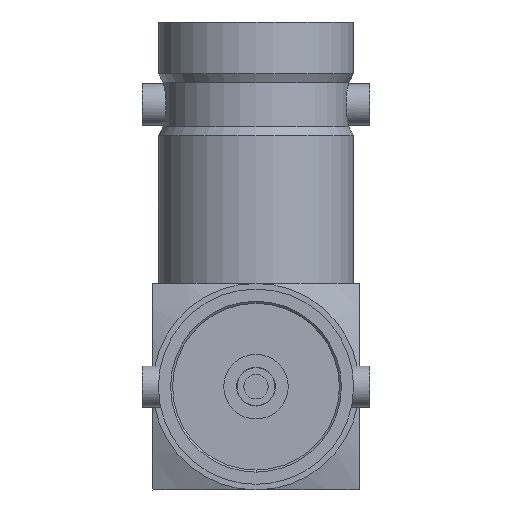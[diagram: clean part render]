
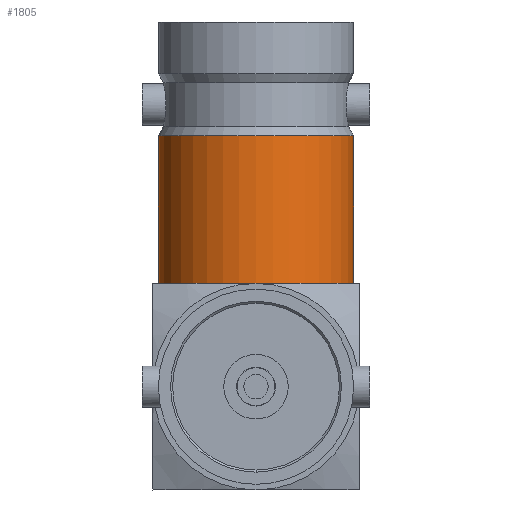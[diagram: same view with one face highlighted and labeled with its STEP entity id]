
A CAD part, front view. The second image highlights one B-rep face of the part: STEP entity #1805.
In plain terms, the highlighted cylindrical face has radius 4.8 mm (diameter 9.6 mm), a partial arc.
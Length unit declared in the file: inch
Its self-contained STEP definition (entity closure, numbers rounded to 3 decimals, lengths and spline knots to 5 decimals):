
#60 = DIRECTION ( 'NONE',  ( -1., 0., 0. ) ) ;
#108 = VERTEX_POINT ( 'NONE', #788 ) ;
#156 = VERTEX_POINT ( 'NONE', #1369 ) ;
#313 = VERTEX_POINT ( 'NONE', #543 ) ;
#316 = FACE_OUTER_BOUND ( 'NONE', #934, .T. ) ;
#464 = CARTESIAN_POINT ( 'NONE',  ( 0., 0., 0.2 ) ) ;
#541 = VERTEX_POINT ( 'NONE', #2256 ) ;
#543 = CARTESIAN_POINT ( 'NONE',  ( -0.18898, 0., 0.48606 ) ) ;
#634 = LINE ( 'NONE', #2937, #2558 ) ;
#745 = LINE ( 'NONE', #1783, #970 ) ;
#763 = AXIS2_PLACEMENT_3D ( 'NONE', #906, #2226, #1169 ) ;
#788 = CARTESIAN_POINT ( 'NONE',  ( -0.18898, 0., 0.2 ) ) ;
#881 = AXIS2_PLACEMENT_3D ( 'NONE', #464, #2285, #1505 ) ;
#906 = CARTESIAN_POINT ( 'NONE',  ( 0., 0., 0.48606 ) ) ;
#934 = EDGE_LOOP ( 'NONE', ( #1459, #3259, #2071, #3374 ) ) ;
#937 = CIRCLE ( 'NONE', #763, 0.18898 ) ;
#957 = DIRECTION ( 'NONE',  ( 0., 0., -1. ) ) ;
#970 = VECTOR ( 'NONE', #957, 39.37008 ) ;
#998 = EDGE_CURVE ( 'NONE', #313, #108, #745, .T. ) ;
#1169 = DIRECTION ( 'NONE',  ( -1., 0., 0. ) ) ;
#1338 = CYLINDRICAL_SURFACE ( 'NONE', #1694, 0.18898 ) ;
#1358 = DIRECTION ( 'NONE',  ( 0., 0., -1. ) ) ;
#1369 = CARTESIAN_POINT ( 'NONE',  ( 0.18898, 0., 0.2 ) ) ;
#1459 = ORIENTED_EDGE ( 'NONE', *, *, #1663, .F. ) ;
#1505 = DIRECTION ( 'NONE',  ( -1., 0., 0. ) ) ;
#1663 = EDGE_CURVE ( 'NONE', #541, #156, #634, .T. ) ;
#1694 = AXIS2_PLACEMENT_3D ( 'NONE', #2710, #1358, #60 ) ;
#1783 = CARTESIAN_POINT ( 'NONE',  ( -0.18898, 0., 2.04057 ) ) ;
#1805 = ADVANCED_FACE ( 'NONE', ( #316 ), #1338, .T. ) ;
#2071 = ORIENTED_EDGE ( 'NONE', *, *, #998, .T. ) ;
#2226 = DIRECTION ( 'NONE',  ( 0., 0., -1. ) ) ;
#2256 = CARTESIAN_POINT ( 'NONE',  ( 0.18898, 0., 0.48606 ) ) ;
#2285 = DIRECTION ( 'NONE',  ( 0., 0., 1. ) ) ;
#2558 = VECTOR ( 'NONE', #3226, 39.37008 ) ;
#2691 = CIRCLE ( 'NONE', #881, 0.18898 ) ;
#2710 = CARTESIAN_POINT ( 'NONE',  ( 0., 0., 2.04057 ) ) ;
#2937 = CARTESIAN_POINT ( 'NONE',  ( 0.18898, 0., 2.04057 ) ) ;
#3060 = EDGE_CURVE ( 'NONE', #108, #156, #2691, .T. ) ;
#3226 = DIRECTION ( 'NONE',  ( 0., 0., -1. ) ) ;
#3259 = ORIENTED_EDGE ( 'NONE', *, *, #3367, .T. ) ;
#3367 = EDGE_CURVE ( 'NONE', #541, #313, #937, .T. ) ;
#3374 = ORIENTED_EDGE ( 'NONE', *, *, #3060, .T. ) ;
